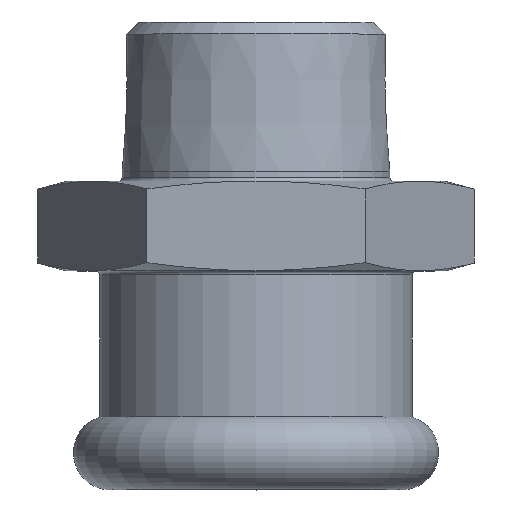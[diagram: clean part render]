
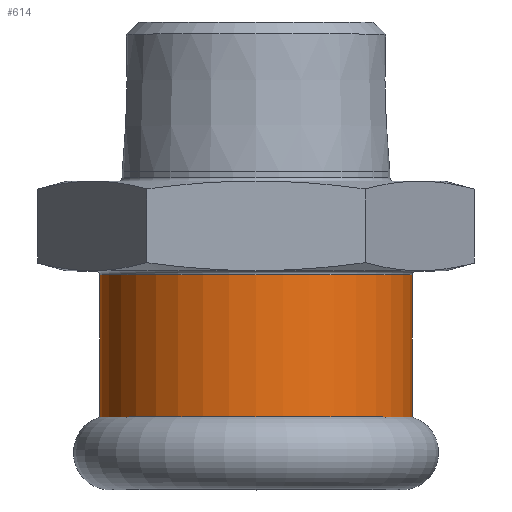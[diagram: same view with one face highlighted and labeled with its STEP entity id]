
A CAD part, top view. The second image highlights one B-rep face of the part: STEP entity #614.
In plain terms, the highlighted cylindrical face has radius 15.7 mm (diameter 31.4 mm), a full revolution.
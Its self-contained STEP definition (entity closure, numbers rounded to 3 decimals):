
#78=LINE('',#1085,#94);
#94=VECTOR('',#904,15.7);
#106=CYLINDRICAL_SURFACE('',#726,15.7);
#125=FACE_OUTER_BOUND('',#168,.T.);
#168=EDGE_LOOP('',(#499,#500,#501,#502,#503,#504));
#189=CIRCLE('',#656,15.7);
#190=CIRCLE('',#657,15.7);
#234=CIRCLE('',#717,15.7);
#235=CIRCLE('',#718,15.7);
#244=VERTEX_POINT('',#957);
#245=VERTEX_POINT('',#958);
#284=VERTEX_POINT('',#1066);
#285=VERTEX_POINT('',#1068);
#304=EDGE_CURVE('',#244,#245,#189,.T.);
#305=EDGE_CURVE('',#245,#244,#190,.T.);
#358=EDGE_CURVE('',#284,#285,#234,.T.);
#359=EDGE_CURVE('',#285,#284,#235,.T.);
#366=EDGE_CURVE('',#285,#245,#78,.T.);
#499=ORIENTED_EDGE('',*,*,#358,.F.);
#500=ORIENTED_EDGE('',*,*,#359,.F.);
#501=ORIENTED_EDGE('',*,*,#366,.T.);
#502=ORIENTED_EDGE('',*,*,#305,.T.);
#503=ORIENTED_EDGE('',*,*,#304,.T.);
#504=ORIENTED_EDGE('',*,*,#366,.F.);
#614=ADVANCED_FACE('',(#125),#106,.T.);
#656=AXIS2_PLACEMENT_3D('',#959,#753,#754);
#657=AXIS2_PLACEMENT_3D('',#960,#755,#756);
#717=AXIS2_PLACEMENT_3D('',#1069,#884,#885);
#718=AXIS2_PLACEMENT_3D('',#1070,#886,#887);
#726=AXIS2_PLACEMENT_3D('',#1084,#902,#903);
#753=DIRECTION('center_axis',(0.,1.,0.));
#754=DIRECTION('ref_axis',(0.,0.,1.));
#755=DIRECTION('center_axis',(0.,1.,0.));
#756=DIRECTION('ref_axis',(0.,0.,1.));
#884=DIRECTION('center_axis',(0.,1.,0.));
#885=DIRECTION('ref_axis',(0.,0.,-1.));
#886=DIRECTION('center_axis',(0.,1.,0.));
#887=DIRECTION('ref_axis',(0.,0.,-1.));
#902=DIRECTION('center_axis',(0.,1.,0.));
#903=DIRECTION('ref_axis',(0.,0.,1.));
#904=DIRECTION('',(0.,-1.,0.));
#957=CARTESIAN_POINT('',(0.,7.297,15.7));
#958=CARTESIAN_POINT('',(0.,7.297,-15.7));
#959=CARTESIAN_POINT('Origin',(0.,7.297,0.));
#960=CARTESIAN_POINT('Origin',(0.,7.297,0.));
#1066=CARTESIAN_POINT('',(0.,21.6,15.7));
#1068=CARTESIAN_POINT('',(0.,21.6,-15.7));
#1069=CARTESIAN_POINT('Origin',(0.,21.6,0.));
#1070=CARTESIAN_POINT('Origin',(0.,21.6,0.));
#1084=CARTESIAN_POINT('Origin',(0.,15.149,0.));
#1085=CARTESIAN_POINT('',(0.,15.149,-15.7));
